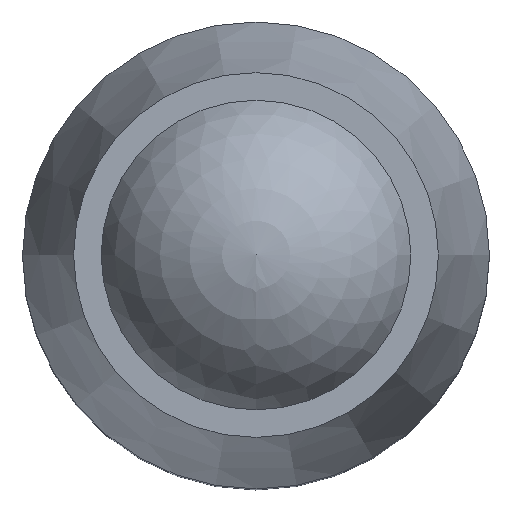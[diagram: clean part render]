
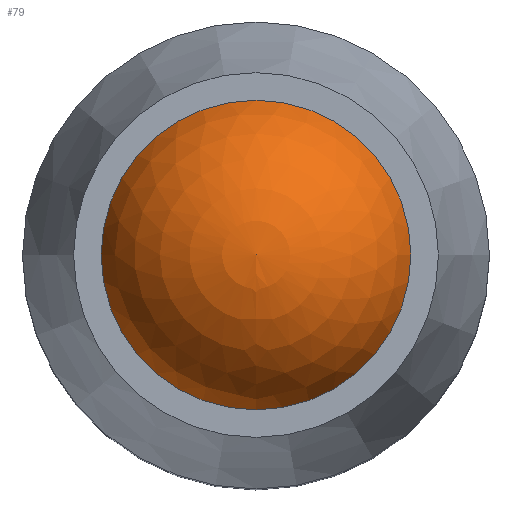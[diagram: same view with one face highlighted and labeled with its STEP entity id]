
A CAD part, top view. The second image highlights one B-rep face of the part: STEP entity #79.
In plain terms, the highlighted spherical face has radius 2.778 mm.
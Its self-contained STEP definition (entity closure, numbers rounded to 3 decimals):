
#79 = ADVANCED_FACE( '', ( #158, #159 ), #160, .T. );
#158 = FACE_BOUND( '', #229, .T. );
#159 = FACE_OUTER_BOUND( '', #230, .T. );
#160 = SPHERICAL_SURFACE( '', #231, 2.778 );
#229 = VERTEX_LOOP( '', #376 );
#230 = EDGE_LOOP( '', ( #377 ) );
#231 = AXIS2_PLACEMENT_3D( '', #378, #379, #380 );
#376 = VERTEX_POINT( '', #436 );
#377 = ORIENTED_EDGE( '', *, *, #428, .T. );
#378 = CARTESIAN_POINT( '', ( 0., 0., 14.425 ) );
#379 = DIRECTION( '', ( 0., 0., 1. ) );
#380 = DIRECTION( '', ( 0., -1., 0. ) );
#428 = EDGE_CURVE( '', #506, #506, #507, .T. );
#436 = CARTESIAN_POINT( '', ( 0., 0., 17.203 ) );
#506 = VERTEX_POINT( '', #607 );
#507 = CIRCLE( '', #608, 2.653 );
#607 = CARTESIAN_POINT( '', ( 2.653, 0., 15.25 ) );
#608 = AXIS2_PLACEMENT_3D( '', #666, #667, #668 );
#666 = CARTESIAN_POINT( '', ( 0., 0., 15.25 ) );
#667 = DIRECTION( '', ( 0., 0., 1. ) );
#668 = DIRECTION( '', ( 1., 0., 0. ) );
